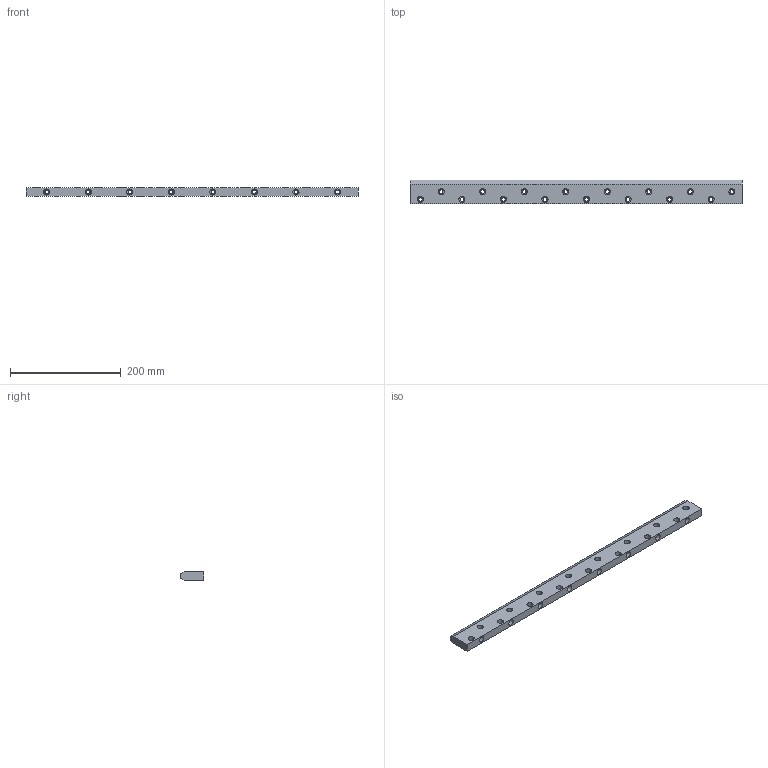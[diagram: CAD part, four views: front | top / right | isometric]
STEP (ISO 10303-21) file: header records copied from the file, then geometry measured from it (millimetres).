
FILE_DESCRIPTION( ( '' ), '1' );
FILE_NAME( 'wufd_20_2_03.stp', '2008-04-10T05:57:05', ( '' ), ( '' ), ' ', ' ', ' ' );
FILE_SCHEMA( ( 'CONFIG_CONTROL_DESIGN' ) );
Length unit declared in the file: millimetre
Products named in the file (1): 1
Bounding box: 599.5 x 42.9 x 15 mm (x, y, z)
Volume: 335987.7 mm3; surface area: 80917.5 mm2
Topology: 1 solids, 1 shells, 129 faces, 317 edges, 206 vertices
Faces by surface type: cylinder 96, plane 33
Entity records: 4035 total; most frequent: DIRECTION 769, CARTESIAN_POINT 653, ORIENTED_EDGE 634, AXIS2_PLACEMENT_3D 322, EDGE_CURVE 317, VERTEX_POINT 206, EDGE_LOOP 193, CIRCLE 176
